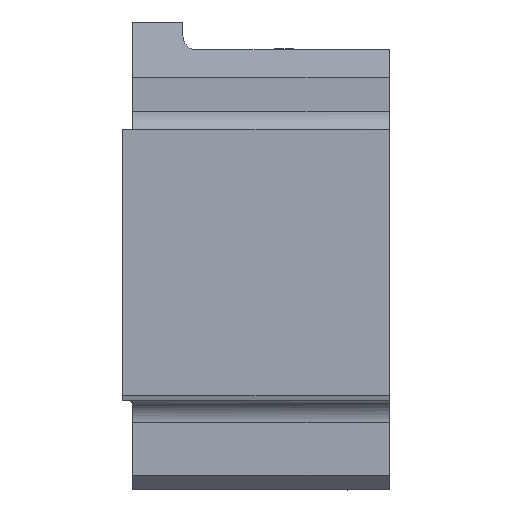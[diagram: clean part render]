
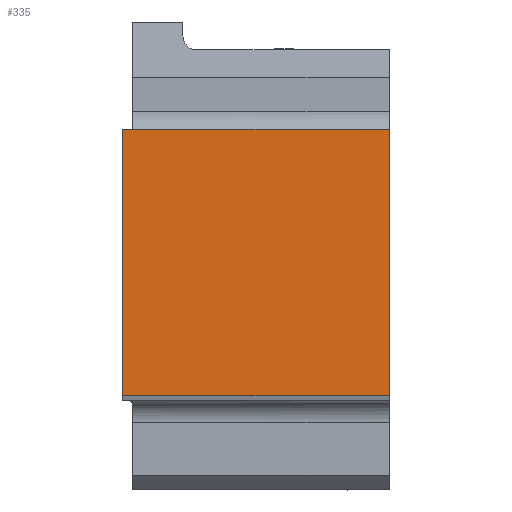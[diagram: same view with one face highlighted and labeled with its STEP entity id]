
A CAD part, top view. The second image highlights one B-rep face of the part: STEP entity #335.
In plain terms, the highlighted planar face has unit normal (0, 0, 1).
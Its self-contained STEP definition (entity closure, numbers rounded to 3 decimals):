
#335=ADVANCED_FACE('',(#465),#424,.T.);
#424=PLANE('',#2145);
#465=FACE_OUTER_BOUND('',#558,.T.);
#558=EDGE_LOOP('',(#861,#862,#863,#864));
#861=ORIENTED_EDGE('',*,*,#1540,.F.);
#862=ORIENTED_EDGE('',*,*,#1541,.T.);
#863=ORIENTED_EDGE('',*,*,#1449,.F.);
#864=ORIENTED_EDGE('',*,*,#1539,.T.);
#1268=VERTEX_POINT('',#2852);
#1269=VERTEX_POINT('',#2854);
#1338=VERTEX_POINT('',#3087);
#1339=VERTEX_POINT('',#3091);
#1449=EDGE_CURVE('',#1268,#1269,#1718,.T.);
#1539=EDGE_CURVE('',#1268,#1338,#1772,.T.);
#1540=EDGE_CURVE('',#1339,#1338,#1773,.T.);
#1541=EDGE_CURVE('',#1339,#1269,#1774,.T.);
#1718=LINE('',#2853,#1857);
#1772=LINE('',#3088,#1911);
#1773=LINE('',#3090,#1912);
#1774=LINE('',#3092,#1913);
#1857=VECTOR('',#2313,1.);
#1911=VECTOR('',#2465,1.);
#1912=VECTOR('',#2468,1.);
#1913=VECTOR('',#2469,1.);
#2145=AXIS2_PLACEMENT_3D('',#3093,#2470,#2471);
#2313=DIRECTION('',(0.,-1.,0.));
#2465=DIRECTION('',(-1.,0.,0.));
#2468=DIRECTION('',(0.,1.,0.));
#2469=DIRECTION('',(1.,0.,0.));
#2470=DIRECTION('',(0.,0.,1.));
#2471=DIRECTION('',(1.,0.,0.));
#2852=CARTESIAN_POINT('',(0.,9.525,0.));
#2853=CARTESIAN_POINT('',(0.,9.525,0.));
#2854=CARTESIAN_POINT('',(0.,0.,0.));
#3087=CARTESIAN_POINT('',(-9.525,9.525,0.));
#3088=CARTESIAN_POINT('',(0.,9.525,0.));
#3090=CARTESIAN_POINT('',(-9.525,0.,0.));
#3091=CARTESIAN_POINT('',(-9.525,0.,0.));
#3092=CARTESIAN_POINT('',(-9.525,0.,0.));
#3093=CARTESIAN_POINT('',(-4.763,4.763,0.));
